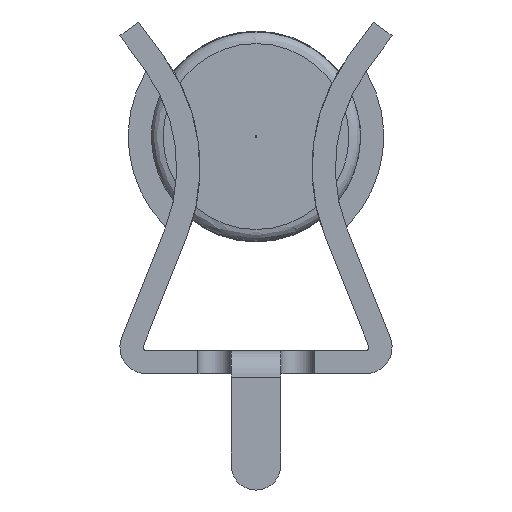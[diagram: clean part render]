
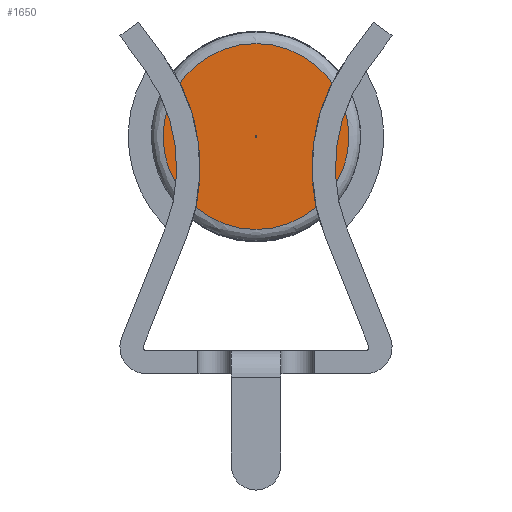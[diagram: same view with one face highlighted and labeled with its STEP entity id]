
A CAD part, left-side view. The second image highlights one B-rep face of the part: STEP entity #1650.
In plain terms, the highlighted planar face has unit normal (-1, 0, 0).
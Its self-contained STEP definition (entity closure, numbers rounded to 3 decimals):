
#611 = VERTEX_POINT('',#612);
#612 = CARTESIAN_POINT('',(-16.,0.,9.95));
#789 = EDGE_CURVE('',#611,#611,#790,.T.);
#790 = CIRCLE('',#791,2.8);
#791 = AXIS2_PLACEMENT_3D('',#792,#793,#794);
#792 = CARTESIAN_POINT('',(-16.,0.,7.15));
#793 = DIRECTION('',(-1.,0.,0.));
#794 = DIRECTION('',(0.,0.,1.));
#1650 = ADVANCED_FACE('',(#1651,#1654),#1665,.T.);
#1651 = FACE_BOUND('',#1652,.T.);
#1652 = EDGE_LOOP('',(#1653));
#1653 = ORIENTED_EDGE('',*,*,#789,.T.);
#1654 = FACE_BOUND('',#1655,.T.);
#1655 = EDGE_LOOP('',(#1656));
#1656 = ORIENTED_EDGE('',*,*,#1657,.F.);
#1657 = EDGE_CURVE('',#1658,#1658,#1660,.T.);
#1658 = VERTEX_POINT('',#1659);
#1659 = CARTESIAN_POINT('',(-16.,0.,7.175));
#1660 = CIRCLE('',#1661,0.025);
#1661 = AXIS2_PLACEMENT_3D('',#1662,#1663,#1664);
#1662 = CARTESIAN_POINT('',(-16.,0.,7.15));
#1663 = DIRECTION('',(-1.,0.,0.));
#1664 = DIRECTION('',(0.,0.,1.));
#1665 = PLANE('',#1666);
#1666 = AXIS2_PLACEMENT_3D('',#1667,#1668,#1669);
#1667 = CARTESIAN_POINT('',(-16.,0.,7.15));
#1668 = DIRECTION('',(-1.,0.,0.));
#1669 = DIRECTION('',(0.,0.,1.));
